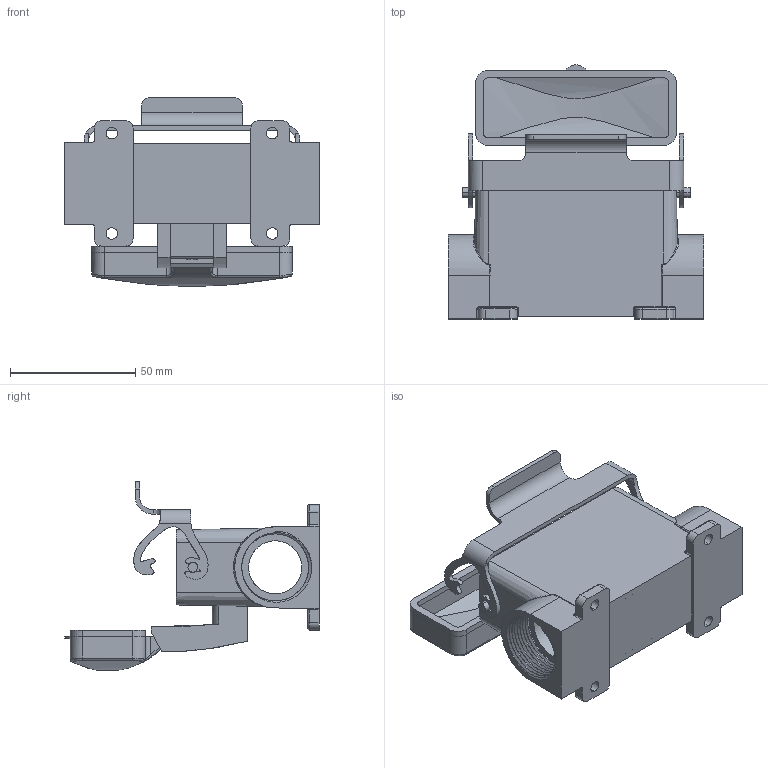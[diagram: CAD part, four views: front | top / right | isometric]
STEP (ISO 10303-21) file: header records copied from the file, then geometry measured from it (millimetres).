
FILE_DESCRIPTION (( 'STEP AP214' ), '1' );
FILE_NAME ('ZP-MC16A-2-SSM21MC.step', '2015-08-12T18:05:20', ( '' ), ( '' ), 'SwSTEP 2.0', 'SolidWorks 2014', '' );
FILE_SCHEMA (( 'AUTOMOTIVE_DESIGN' ));
Length unit declared in the file: millimetre
Products named in the file (1): ZP-MC16A-2-SSM21MC
Bounding box: 102 x 101.42 x 75.2 mm (x, y, z)
Volume: 83851.9 mm3; surface area: 57391.7 mm2
Topology: 7 solids, 7 shells, 414 faces, 1078 edges, 686 vertices
Faces by surface type: cylinder 173, plane 159, bspline 46, torus 24, cone 12
Entity records: 19612 total; most frequent: CARTESIAN_POINT 7334, ORIENTED_EDGE 2156, DIRECTION 1830, EDGE_CURVE 1078, VERTEX_POINT 686, AXIS2_PLACEMENT_3D 643, LINE 544, VECTOR 544
